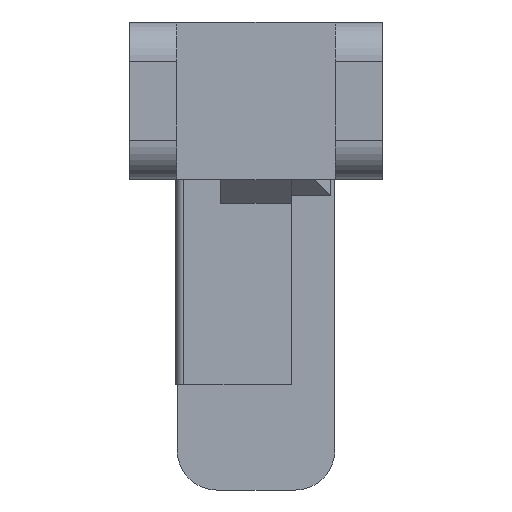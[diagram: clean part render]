
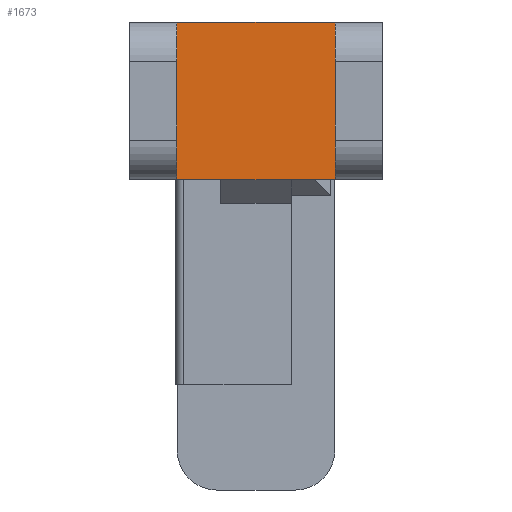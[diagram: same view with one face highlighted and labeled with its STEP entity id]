
A CAD part, left-side view. The second image highlights one B-rep face of the part: STEP entity #1673.
In plain terms, the highlighted planar face has unit normal (-1, 0, 0).
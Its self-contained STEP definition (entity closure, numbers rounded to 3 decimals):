
#162=FACE_OUTER_BOUND('',#252,.T.);
#252=EDGE_LOOP('',(#1502,#1503,#1504,#1505));
#379=LINE('',#2554,#577);
#400=LINE('',#2611,#598);
#408=LINE('',#2632,#606);
#414=LINE('',#2649,#612);
#577=VECTOR('',#2039,10.);
#598=VECTOR('',#2090,10.);
#606=VECTOR('',#2114,10.);
#612=VECTOR('',#2138,10.);
#767=VERTEX_POINT('',#2551);
#768=VERTEX_POINT('',#2553);
#788=VERTEX_POINT('',#2608);
#789=VERTEX_POINT('',#2610);
#956=EDGE_CURVE('',#767,#768,#379,.T.);
#986=EDGE_CURVE('',#788,#789,#400,.T.);
#998=EDGE_CURVE('',#768,#788,#408,.T.);
#1006=EDGE_CURVE('',#789,#767,#414,.T.);
#1502=ORIENTED_EDGE('',*,*,#956,.F.);
#1503=ORIENTED_EDGE('',*,*,#1006,.F.);
#1504=ORIENTED_EDGE('',*,*,#986,.F.);
#1505=ORIENTED_EDGE('',*,*,#998,.F.);
#1590=PLANE('',#1812);
#1673=ADVANCED_FACE('',(#162),#1590,.T.);
#1812=AXIS2_PLACEMENT_3D('',#2744,#2254,#2255);
#2039=DIRECTION('',(0.,-1.,0.));
#2090=DIRECTION('',(0.,1.,0.));
#2114=DIRECTION('',(0.,0.,-1.));
#2138=DIRECTION('',(0.,0.,1.));
#2254=DIRECTION('center_axis',(-1.,0.,0.));
#2255=DIRECTION('ref_axis',(0.,-1.,0.));
#2551=CARTESIAN_POINT('',(0.,14.55,13.));
#2553=CARTESIAN_POINT('',(0.,-5.55,13.));
#2554=CARTESIAN_POINT('',(0.,14.55,13.));
#2608=CARTESIAN_POINT('',(0.,-5.55,-7.));
#2610=CARTESIAN_POINT('',(0.,14.55,-7.));
#2611=CARTESIAN_POINT('',(0.,-5.55,-7.));
#2632=CARTESIAN_POINT('',(0.,-5.55,13.));
#2649=CARTESIAN_POINT('',(0.,14.55,-7.));
#2744=CARTESIAN_POINT('Origin',(0.,9.,0.));
